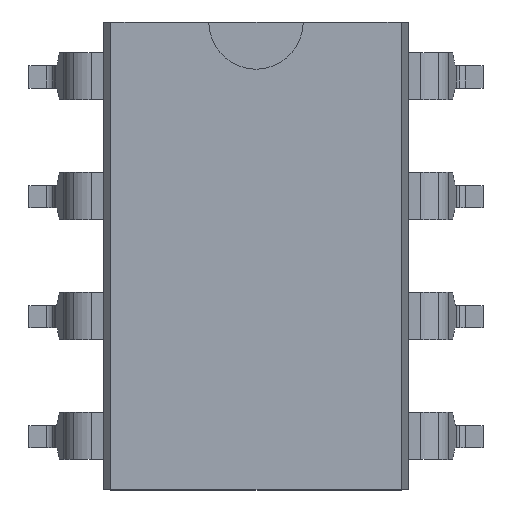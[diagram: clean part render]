
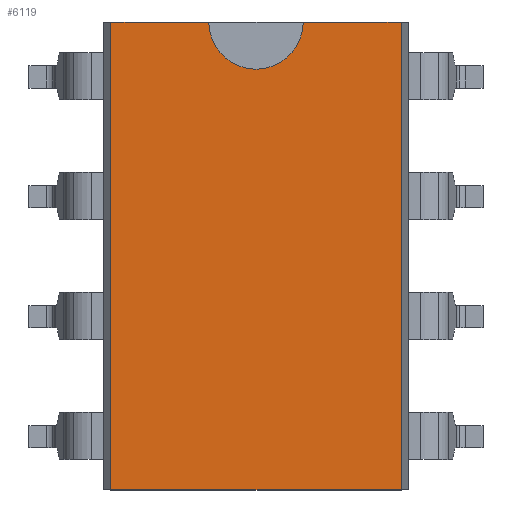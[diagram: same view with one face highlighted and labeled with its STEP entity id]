
A CAD part, top view. The second image highlights one B-rep face of the part: STEP entity #6119.
In plain terms, the highlighted planar face has unit normal (0, 0, 1).
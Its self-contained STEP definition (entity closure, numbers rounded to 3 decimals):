
#5849=CARTESIAN_POINT('',(0.,3.97,2.95));
#5850=VERTEX_POINT('',#5849);
#5866=CARTESIAN_POINT('',(-1.,4.97,2.95));
#5867=VERTEX_POINT('',#5866);
#5874=CARTESIAN_POINT('',(0.,4.97,2.95));
#5875=DIRECTION('',(0.0,0.0,-1.0));
#5876=DIRECTION('',(0.0,-1.0,0.0));
#5877=AXIS2_PLACEMENT_3D('',#5874,#5875,#5876);
#5878=CIRCLE('',#5877,1.0);
#5879=EDGE_CURVE('',#5850,#5867,#5878,.T.);
#5890=CARTESIAN_POINT('',(1.,4.97,2.95));
#5891=VERTEX_POINT('',#5890);
#5892=CARTESIAN_POINT('',(0.,4.97,2.95));
#5893=DIRECTION('',(0.0,0.0,-1.0));
#5894=DIRECTION('',(0.0,-1.0,0.0));
#5895=AXIS2_PLACEMENT_3D('',#5892,#5893,#5894);
#5896=CIRCLE('',#5895,1.0);
#5897=EDGE_CURVE('',#5891,#5850,#5896,.T.);
#5941=CARTESIAN_POINT('',(3.075,4.97,2.95));
#5942=VERTEX_POINT('',#5941);
#5943=CARTESIAN_POINT('',(3.075,4.97,2.95));
#5944=DIRECTION('',(-1.0,0.0,0.0));
#5945=VECTOR('',#5944,2.075);
#5946=LINE('',#5943,#5945);
#5947=EDGE_CURVE('',#5942,#5891,#5946,.T.);
#5997=CARTESIAN_POINT('',(-3.075,4.97,2.95));
#5998=VERTEX_POINT('',#5997);
#6005=CARTESIAN_POINT('',(-1.,4.97,2.95));
#6006=DIRECTION('',(-1.0,0.0,0.0));
#6007=VECTOR('',#6006,2.075);
#6008=LINE('',#6005,#6007);
#6009=EDGE_CURVE('',#5867,#5998,#6008,.T.);
#6075=CARTESIAN_POINT('',(3.075,-4.94,2.95));
#6076=VERTEX_POINT('',#6075);
#6077=CARTESIAN_POINT('',(3.075,-4.94,2.95));
#6078=DIRECTION('',(0.0,1.0,0.0));
#6079=VECTOR('',#6078,9.91);
#6080=LINE('',#6077,#6079);
#6081=EDGE_CURVE('',#6076,#5942,#6080,.T.);
#6093=CARTESIAN_POINT('',(3.075,-4.94,2.95));
#6094=DIRECTION('',(0.0,0.0,1.0));
#6095=DIRECTION('',(1.0,0.0,0.0));
#6096=AXIS2_PLACEMENT_3D('',#6093,#6094,#6095);
#6097=PLANE('',#6096);
#6098=ORIENTED_EDGE('',*,*,#5897,.T.);
#6099=ORIENTED_EDGE('',*,*,#5879,.T.);
#6100=ORIENTED_EDGE('',*,*,#6009,.T.);
#6101=CARTESIAN_POINT('',(-3.075,-4.94,2.95));
#6102=VERTEX_POINT('',#6101);
#6103=CARTESIAN_POINT('',(-3.075,-4.94,2.95));
#6104=DIRECTION('',(0.0,1.0,0.0));
#6105=VECTOR('',#6104,9.91);
#6106=LINE('',#6103,#6105);
#6107=EDGE_CURVE('',#6102,#5998,#6106,.T.);
#6108=ORIENTED_EDGE('',*,*,#6107,.F.);
#6109=CARTESIAN_POINT('',(3.075,-4.94,2.95));
#6110=DIRECTION('',(-1.0,0.0,0.0));
#6111=VECTOR('',#6110,6.149);
#6112=LINE('',#6109,#6111);
#6113=EDGE_CURVE('',#6076,#6102,#6112,.T.);
#6114=ORIENTED_EDGE('',*,*,#6113,.F.);
#6115=ORIENTED_EDGE('',*,*,#6081,.T.);
#6116=ORIENTED_EDGE('',*,*,#5947,.T.);
#6117=EDGE_LOOP('',(#6098,#6099,#6100,#6108,#6114,#6115,#6116));
#6118=FACE_OUTER_BOUND('',#6117,.T.);
#6119=ADVANCED_FACE('',(#6118),#6097,.T.);
